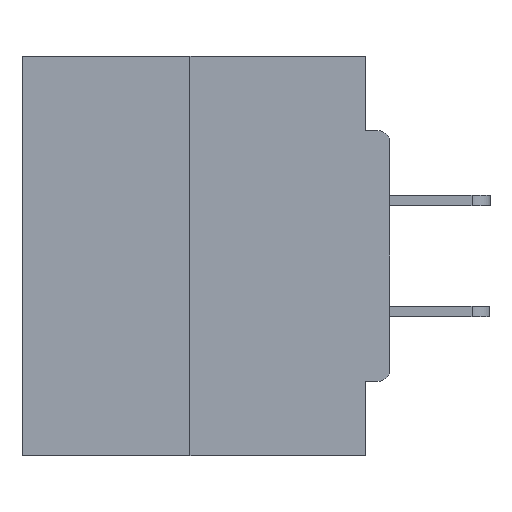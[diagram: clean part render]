
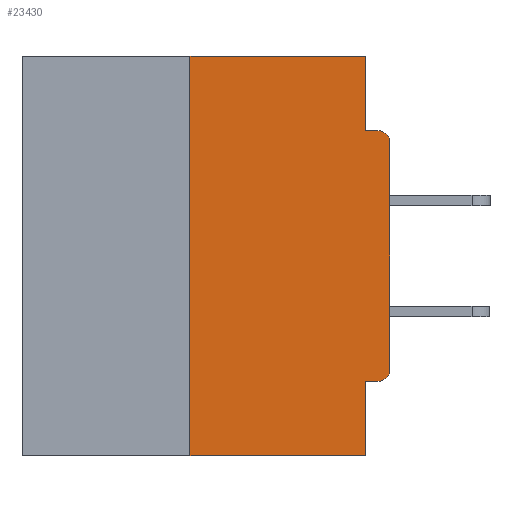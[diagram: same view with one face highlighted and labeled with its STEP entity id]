
A CAD part, left-side view. The second image highlights one B-rep face of the part: STEP entity #23430.
In plain terms, the highlighted planar face has unit normal (-1, 0, 0).
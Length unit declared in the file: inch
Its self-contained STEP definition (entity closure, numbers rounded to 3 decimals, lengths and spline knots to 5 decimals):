
#43 = CARTESIAN_POINT ( 'NONE',  ( 0., 0.25, 0. ) ) ;
#283 = DIRECTION ( 'NONE',  ( 0., 0., 1. ) ) ;
#596 = VERTEX_POINT ( 'NONE', #6994 ) ;
#607 = CARTESIAN_POINT ( 'NONE',  ( 0., 0.015, -0.4065 ) ) ;
#680 = CARTESIAN_POINT ( 'NONE',  ( 0., 0., 0. ) ) ;
#815 = VECTOR ( 'NONE', #25415, 39.37008 ) ;
#1390 = CARTESIAN_POINT ( 'NONE',  ( 0., 0.46, 0. ) ) ;
#1430 = DIRECTION ( 'NONE',  ( 0., 1., 0. ) ) ;
#1847 = DIRECTION ( 'NONE',  ( 0., -1., 0. ) ) ;
#1899 = VECTOR ( 'NONE', #283, 39.37008 ) ;
#2492 = CARTESIAN_POINT ( 'NONE',  ( 0., 0., -0.0935 ) ) ;
#3247 = CARTESIAN_POINT ( 'NONE',  ( 0., 0.031, -0.4065 ) ) ;
#3414 = CARTESIAN_POINT ( 'NONE',  ( 0., 0.25, 0. ) ) ;
#4339 = CARTESIAN_POINT ( 'NONE',  ( 0., 0.015, -0.1085 ) ) ;
#4457 = DIRECTION ( 'NONE',  ( -1., 0., 0. ) ) ;
#5019 = CARTESIAN_POINT ( 'NONE',  ( 0., 0.031, -0.5 ) ) ;
#5712 = VECTOR ( 'NONE', #1430, 39.37008 ) ;
#6249 = EDGE_CURVE ( 'NONE', #22030, #16517, #31593, .T. ) ;
#6994 = CARTESIAN_POINT ( 'NONE',  ( 0., 0., -0.1085 ) ) ;
#6999 = DIRECTION ( 'NONE',  ( 0., 0., -1. ) ) ;
#7400 = CARTESIAN_POINT ( 'NONE',  ( 0., 0.46, 0. ) ) ;
#7660 = ORIENTED_EDGE ( 'NONE', *, *, #6249, .F. ) ;
#7854 = CARTESIAN_POINT ( 'NONE',  ( 0., 0.031, 0. ) ) ;
#7886 = CIRCLE ( 'NONE', #21326, 0.015 ) ;
#8039 = ORIENTED_EDGE ( 'NONE', *, *, #25425, .F. ) ;
#8088 = EDGE_CURVE ( 'NONE', #26643, #14953, #12834, .T. ) ;
#8721 = AXIS2_PLACEMENT_3D ( 'NONE', #7400, #34633, #26547 ) ;
#9034 = VECTOR ( 'NONE', #25991, 39.37008 ) ;
#9880 = LINE ( 'NONE', #31529, #9034 ) ;
#10509 = VECTOR ( 'NONE', #35601, 39.37008 ) ;
#10630 = VERTEX_POINT ( 'NONE', #29102 ) ;
#11321 = DIRECTION ( 'NONE',  ( 0., 0., -1. ) ) ;
#12396 = ORIENTED_EDGE ( 'NONE', *, *, #19949, .F. ) ;
#12441 = VECTOR ( 'NONE', #13560, 39.37008 ) ;
#12460 = CARTESIAN_POINT ( 'NONE',  ( 0., 0., -0.4065 ) ) ;
#12834 = LINE ( 'NONE', #2492, #30906 ) ;
#13560 = DIRECTION ( 'NONE',  ( 0., 0., -1. ) ) ;
#14338 = EDGE_CURVE ( 'NONE', #16517, #26470, #17571, .T. ) ;
#14496 = VECTOR ( 'NONE', #1847, 39.37008 ) ;
#14825 = LINE ( 'NONE', #32701, #10509 ) ;
#14953 = VERTEX_POINT ( 'NONE', #22737 ) ;
#16213 = LINE ( 'NONE', #1390, #14496 ) ;
#16340 = CARTESIAN_POINT ( 'NONE',  ( 0., 0.031, -0.5 ) ) ;
#16517 = VERTEX_POINT ( 'NONE', #3247 ) ;
#16832 = VERTEX_POINT ( 'NONE', #7854 ) ;
#17571 = LINE ( 'NONE', #16340, #12441 ) ;
#17655 = LINE ( 'NONE', #680, #815 ) ;
#19186 = DIRECTION ( 'NONE',  ( 0., -1., 0. ) ) ;
#19355 = EDGE_CURVE ( 'NONE', #10630, #596, #17655, .T. ) ;
#19949 = EDGE_CURVE ( 'NONE', #31896, #30179, #26510, .T. ) ;
#20243 = AXIS2_PLACEMENT_3D ( 'NONE', #4339, #4457, #6999 ) ;
#21211 = EDGE_CURVE ( 'NONE', #22030, #10630, #7886, .T. ) ;
#21326 = AXIS2_PLACEMENT_3D ( 'NONE', #25017, #33101, #11321 ) ;
#21639 = ORIENTED_EDGE ( 'NONE', *, *, #8088, .F. ) ;
#21748 = ORIENTED_EDGE ( 'NONE', *, *, #22186, .T. ) ;
#22027 = CARTESIAN_POINT ( 'NONE',  ( 0., 0.031, -0.0935 ) ) ;
#22030 = VERTEX_POINT ( 'NONE', #607 ) ;
#22186 = EDGE_CURVE ( 'NONE', #596, #14953, #23754, .T. ) ;
#22737 = CARTESIAN_POINT ( 'NONE',  ( 0., 0.015, -0.0935 ) ) ;
#23430 = ADVANCED_FACE ( 'NONE', ( #24148 ), #23897, .F. ) ;
#23575 = ORIENTED_EDGE ( 'NONE', *, *, #14338, .F. ) ;
#23754 = CIRCLE ( 'NONE', #20243, 0.015 ) ;
#23897 = PLANE ( 'NONE',  #8721 ) ;
#24148 = FACE_OUTER_BOUND ( 'NONE', #35558, .T. ) ;
#25017 = CARTESIAN_POINT ( 'NONE',  ( 0., 0.015, -0.3915 ) ) ;
#25047 = ORIENTED_EDGE ( 'NONE', *, *, #28853, .F. ) ;
#25415 = DIRECTION ( 'NONE',  ( 0., 0., 1. ) ) ;
#25425 = EDGE_CURVE ( 'NONE', #30179, #16832, #16213, .T. ) ;
#25991 = DIRECTION ( 'NONE',  ( 0., -1., 0. ) ) ;
#26470 = VERTEX_POINT ( 'NONE', #5019 ) ;
#26510 = LINE ( 'NONE', #43, #1899 ) ;
#26547 = DIRECTION ( 'NONE',  ( 0., 0., -1. ) ) ;
#26643 = VERTEX_POINT ( 'NONE', #22027 ) ;
#28853 = EDGE_CURVE ( 'NONE', #16832, #26643, #14825, .T. ) ;
#29102 = CARTESIAN_POINT ( 'NONE',  ( 0., 0., -0.3915 ) ) ;
#30179 = VERTEX_POINT ( 'NONE', #3414 ) ;
#30906 = VECTOR ( 'NONE', #19186, 39.37008 ) ;
#31184 = ORIENTED_EDGE ( 'NONE', *, *, #21211, .T. ) ;
#31529 = CARTESIAN_POINT ( 'NONE',  ( 0., 0.46, -0.5 ) ) ;
#31593 = LINE ( 'NONE', #12460, #5712 ) ;
#31896 = VERTEX_POINT ( 'NONE', #35394 ) ;
#32701 = CARTESIAN_POINT ( 'NONE',  ( 0., 0.031, 0. ) ) ;
#33101 = DIRECTION ( 'NONE',  ( -1., 0., 0. ) ) ;
#34633 = DIRECTION ( 'NONE',  ( 1., 0., 0. ) ) ;
#34765 = EDGE_CURVE ( 'NONE', #31896, #26470, #9880, .T. ) ;
#34858 = ORIENTED_EDGE ( 'NONE', *, *, #19355, .T. ) ;
#35114 = ORIENTED_EDGE ( 'NONE', *, *, #34765, .T. ) ;
#35394 = CARTESIAN_POINT ( 'NONE',  ( 0., 0.25, -0.5 ) ) ;
#35558 = EDGE_LOOP ( 'NONE', ( #8039, #12396, #35114, #23575, #7660, #31184, #34858, #21748, #21639, #25047 ) ) ;
#35601 = DIRECTION ( 'NONE',  ( 0., 0., -1. ) ) ;
